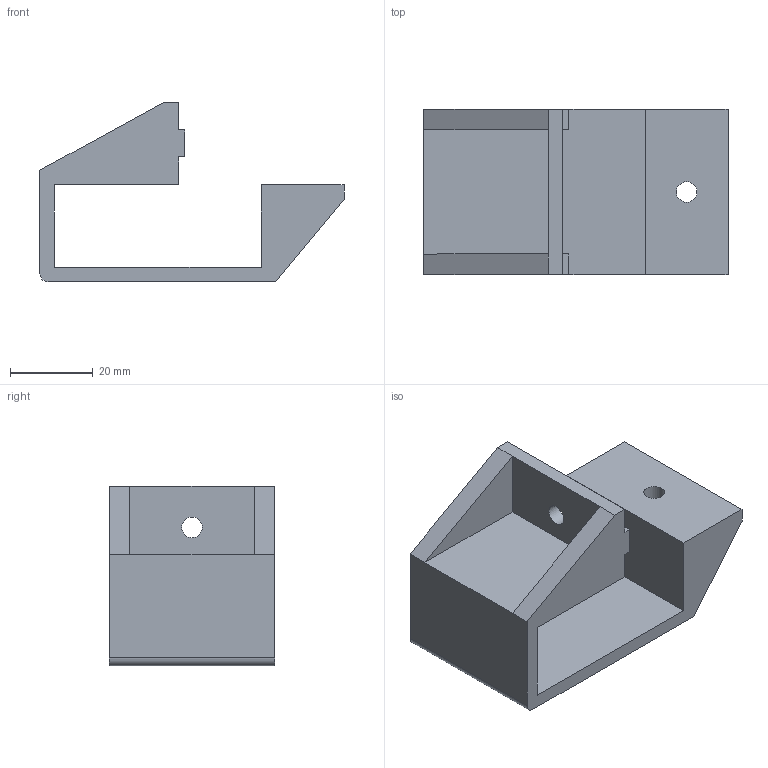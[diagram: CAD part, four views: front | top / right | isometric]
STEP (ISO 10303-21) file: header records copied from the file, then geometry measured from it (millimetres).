
FILE_DESCRIPTION(('HOOPS Exchange Step'),'2;1');
FILE_NAME('export-71FDD6D2-107F-479F-B52A-D4A95311F092.stp','2022-06-10T20:36:14+03:00',('othaa'),('Alibre'),'HOOPS Exchange 2020.1','Alibre','Unknown authorisation');
FILE_SCHEMA( ('AP242_MANAGED_MODEL_BASED_3D_ENGINEERING_MIM_LF {1 0 10303 442 1 1 4 }') );
Length unit declared in the file: millimetre
Products named in the file (1): X-Y bracket
Bounding box: 73.5 x 40 x 43.5 mm (x, y, z)
Volume: 26940.7 mm3; surface area: 15990.5 mm2
Topology: 1 solids, 1 shells, 35 faces, 91 edges, 58 vertices
Faces by surface type: plane 32, cylinder 3
Full cylindrical faces by diameter (mm): 5 x2
Entity records: 1085 total; most frequent: CARTESIAN_POINT 186, ORIENTED_EDGE 182, DIRECTION 171, EDGE_CURVE 91, VECTOR 85, LINE 85, VERTEX_POINT 58, AXIS2_PLACEMENT_3D 43
